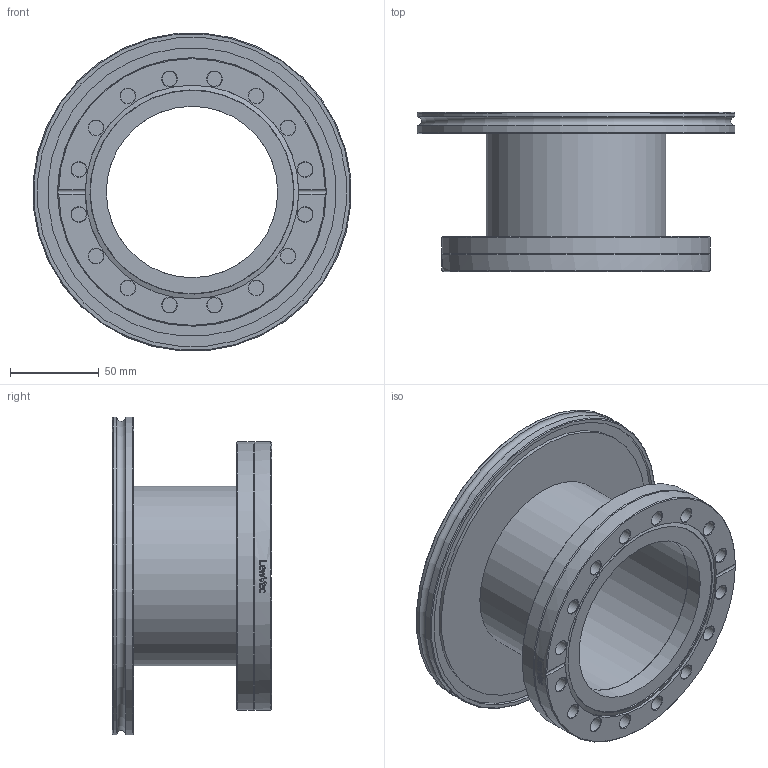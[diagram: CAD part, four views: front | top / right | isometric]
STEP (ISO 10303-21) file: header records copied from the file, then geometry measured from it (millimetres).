
FILE_DESCRIPTION(/* description */ (''),/* implementation_level */ '2;1');
FILE_NAME(/* name */ 'FL-100CF-160LF.stp',/* time_stamp */ '2019-02-13T14:26:07+00:00',/* author */ ('paul'),/* organization */ (''),/* preprocessor_version */ 'ST-DEVELOPER v17.2',/* originating_system */ 'Autodesk Inventor 2019',/* authorisation */ '');
FILE_SCHEMA (('AUTOMOTIVE_DESIGN { 1 0 10303 214 3 1 1 }'));
Length unit declared in the file: millimetre
Products named in the file (4): FL-100CF-100LF; FL-100CF-102; FL-160LF; tube
Assembly tree (3 placements, depth 2):
  FL-100CF-100LF
    FL-100CF-102
    FL-160LF
    tube
Bounding box: 179.51 x 90 x 179.51 mm (x, y, z)
Volume: 424426.8 mm3; surface area: 147286.4 mm2
Topology: 3 solids, 3 shells, 177 faces, 474 edges, 316 vertices
Faces by surface type: bspline 53, plane 43, cylinder 40, cone 39, torus 2
Full cylindrical faces by diameter (mm): 8.4 x16, 96.8 x1, 97 x1, 101.6 x2, 101.9 x1, 120.6 x1, 143.2 x1, 151.6 x2, 153 x1, 163 x1, 175 x1, 180 x2
Entity records: 18296 total; most frequent: CARTESIAN_POINT 13906, ORIENTED_EDGE 948, DIRECTION 757, EDGE_CURVE 474, VERTEX_POINT 316, AXIS2_PLACEMENT_3D 295, EDGE_LOOP 228, FACE_OUTER_BOUND 177
